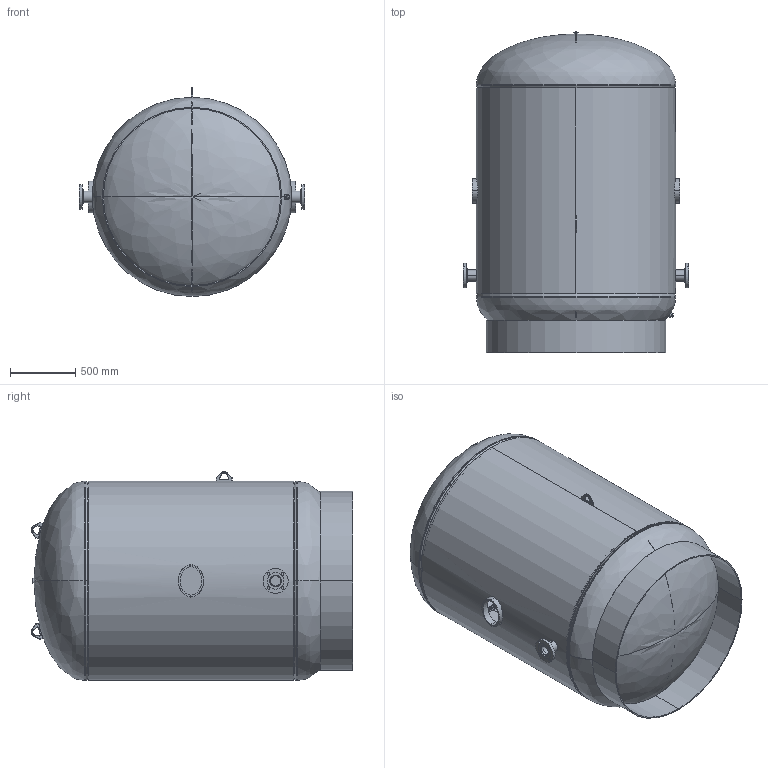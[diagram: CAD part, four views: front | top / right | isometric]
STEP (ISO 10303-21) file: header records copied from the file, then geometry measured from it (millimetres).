
FILE_DESCRIPTION (( 'STEP AP203' ), '1' );
FILE_NAME ('CBT-1040-3F.STEP', '2021-03-22T17:19:33', ( '' ), ( '' ), 'SwSTEP 2.0', 'SolidWorks 2021', '' );
FILE_SCHEMA (( 'CONFIG_CONTROL_DESIGN' ));
Length unit declared in the file: inch
Products named in the file (14): 55Q0529; 99B0606; 9400542; 55K0266; 9461060; 9500040; CBT-1040-3F; 9500050; PLUGS_9500150; 9455060; 9200244; Manways_9700115; 9301080_4.25
Assembly tree (29 placements, depth 2):
  CBT-1040-3F
    99B0606
    9200244
    9200244
    9500040
    9500050
    9301080_4.25  x2
    9461060  x2
    Manways_9700115  x2
    55K0266  x12
    9455060
    9400542  x3
    PLUGS_9500150
    55Q0529
Bounding box: 1727.2 x 2460.69 x 1599.38 mm (x, y, z)
Volume: 121338648.3 mm3; surface area: 33335191.4 mm2
Topology: 29 solids, 29 shells, 459 faces, 1014 edges, 614 vertices
Faces by surface type: cylinder 177, plane 156, torus 76, bspline 26, cone 24
Entity records: 14849 total; most frequent: CARTESIAN_POINT 7511, DIRECTION 1228, ORIENTED_EDGE 1052, EDGE_CURVE 526, AXIS2_PLACEMENT_3D 509, VERTEX_POINT 318, EDGE_LOOP 272, CIRCLE 262
